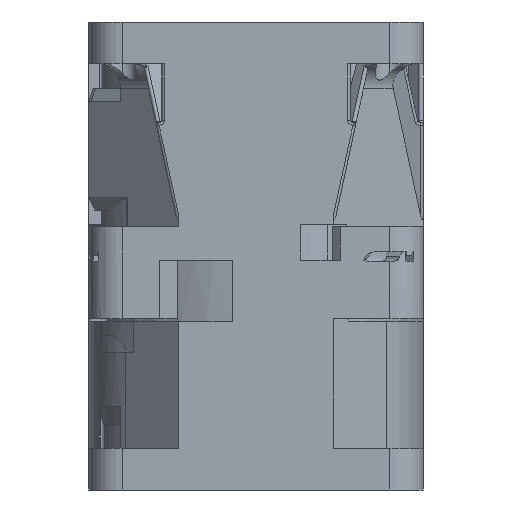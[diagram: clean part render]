
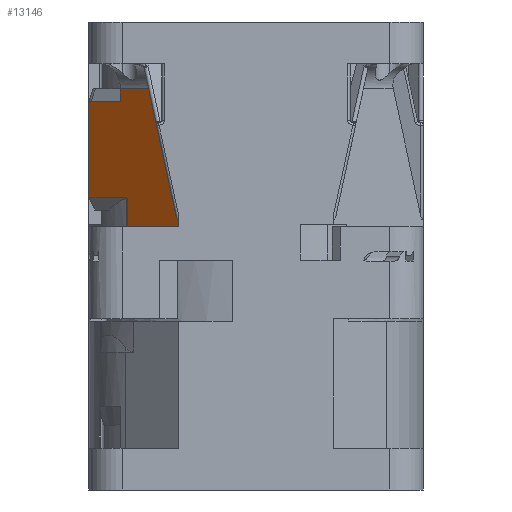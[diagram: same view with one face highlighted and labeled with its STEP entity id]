
A CAD part, front view. The second image highlights one B-rep face of the part: STEP entity #13146.
In plain terms, the highlighted planar face has unit normal (-0.707, -0.707, 0).
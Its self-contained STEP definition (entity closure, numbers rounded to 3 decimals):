
#103=DIRECTION('',(0.,0.,-1.));
#104=VECTOR('',#103,3.5);
#105=CARTESIAN_POINT('',(-15.474,-13.8,7.));
#106=LINE('',#105,#104);
#150=DIRECTION('',(0.707,-0.707,0.));
#151=VECTOR('',#150,6.4);
#152=CARTESIAN_POINT('',(-20.,-9.274,7.));
#153=LINE('',#152,#151);
#241=DIRECTION('',(0.,0.,-1.));
#242=VECTOR('',#241,11.284);
#243=CARTESIAN_POINT('',(-20.,-9.274,18.284));
#244=LINE('',#243,#242);
#285=DIRECTION('',(0.707,-0.707,0.));
#286=VECTOR('',#285,8.768);
#287=CARTESIAN_POINT('',(-15.474,-13.8,3.5));
#288=LINE('',#287,#286);
#1365=DIRECTION('',(0.,0.,-1.));
#1366=VECTOR('',#1365,1.5);
#1367=CARTESIAN_POINT('',(-16.225,-13.049,
20.));
#1368=LINE('',#1367,#1366);
#1383=CARTESIAN_POINT('',(-12.85,-16.424,
20.));
#1385=DIRECTION('',(-0.707,0.707,0.));
#1386=VECTOR('',#1385,4.774);
#1387=CARTESIAN_POINT('',(-12.85,-16.424,
20.));
#1388=LINE('',#1387,#1386);
#1389=CARTESIAN_POINT('',(-16.225,-13.049,
20.));
#1575=CARTESIAN_POINT('',(-9.274,-20.,
4.916));
#1576=CARTESIAN_POINT('',(-9.274,-20.,
4.893));
#1577=CARTESIAN_POINT('',(-9.274,-20.,
4.848));
#1578=CARTESIAN_POINT('',(-9.275,-19.999,
4.787));
#1579=CARTESIAN_POINT('',(-9.277,-19.997,
4.73));
#1580=CARTESIAN_POINT('',(-9.279,-19.995,
4.677));
#1581=CARTESIAN_POINT('',(-9.282,-19.992,
4.629));
#1582=CARTESIAN_POINT('',(-9.285,-19.989,
4.585));
#1583=CARTESIAN_POINT('',(-9.289,-19.985,
4.545));
#1584=CARTESIAN_POINT('',(-9.293,-19.981,
4.508));
#1585=CARTESIAN_POINT('',(-9.298,-19.977,
4.475));
#1586=CARTESIAN_POINT('',(-9.303,-19.971,
4.444));
#1587=CARTESIAN_POINT('',(-9.308,-19.966,
4.417));
#1588=CARTESIAN_POINT('',(-9.315,-19.96,
4.392));
#1589=CARTESIAN_POINT('',(-9.321,-19.953,
4.371));
#1590=CARTESIAN_POINT('',(-9.329,-19.945,
4.352));
#1591=CARTESIAN_POINT('',(-9.338,-19.937,
4.337));
#1592=CARTESIAN_POINT('',(-9.347,-19.927,
4.326));
#1593=CARTESIAN_POINT('',(-9.357,-19.917,
4.32));
#1594=CARTESIAN_POINT('',(-9.369,-19.905,
4.32));
#1595=CARTESIAN_POINT('',(-9.381,-19.893,
4.325));
#1596=CARTESIAN_POINT('',(-9.393,-19.881,
4.335));
#1597=CARTESIAN_POINT('',(-9.406,-19.869,
4.35));
#1598=CARTESIAN_POINT('',(-9.417,-19.857,
4.369));
#1599=CARTESIAN_POINT('',(-9.429,-19.845,
4.391));
#1600=CARTESIAN_POINT('',(-9.441,-19.833,
4.416));
#1601=CARTESIAN_POINT('',(-9.453,-19.821,
4.445));
#1602=CARTESIAN_POINT('',(-9.465,-19.809,
4.477));
#1603=CARTESIAN_POINT('',(-9.477,-19.797,
4.512));
#1604=CARTESIAN_POINT('',(-9.49,-19.784,
4.552));
#1605=CARTESIAN_POINT('',(-9.503,-19.771,
4.595));
#1606=CARTESIAN_POINT('',(-9.516,-19.758,
4.643));
#1607=CARTESIAN_POINT('',(-9.53,-19.744,
4.695));
#1608=CARTESIAN_POINT('',(-9.544,-19.73,
4.752));
#1609=CARTESIAN_POINT('',(-9.559,-19.715,
4.815));
#1610=CARTESIAN_POINT('',(-9.569,-19.705,
4.861));
#1611=CARTESIAN_POINT('',(-9.574,-19.7,
4.884));
#1695=DIRECTION('',(0.207,-0.207,-0.956));
#1696=VECTOR('',#1695,15.81);
#1697=CARTESIAN_POINT('',(-12.85,-16.424,
20.));
#1698=LINE('',#1697,#1696);
#1699=DIRECTION('',(0.,0.,-1.));
#1700=VECTOR('',#1699,1.416);
#1701=CARTESIAN_POINT('',(-9.274,-20.,
4.916));
#1702=LINE('',#1701,#1700);
#1703=DIRECTION('',(0.707,-0.707,0.));
#1704=VECTOR('',#1703,4.945);
#1705=CARTESIAN_POINT('',(-19.722,-9.552,18.5));
#1706=LINE('',#1705,#1704);
#1707=CARTESIAN_POINT('',(-19.722,-9.552,18.5));
#1708=CARTESIAN_POINT('',(-19.837,-9.438,18.5));
#1709=CARTESIAN_POINT('',(-19.921,-9.353,
18.402));
#1710=CARTESIAN_POINT('',(-20.,-9.274,18.284));
#1712=CARTESIAN_POINT('',(-20.,-9.274,18.284));
#9077=CARTESIAN_POINT('',(-15.474,-13.8,7.));
#9078=VERTEX_POINT('',#9077);
#9079=CARTESIAN_POINT('',(-15.474,-13.8,3.5));
#9080=VERTEX_POINT('',#9079);
#9209=VERTEX_POINT('',#1389);
#9210=CARTESIAN_POINT('',(-16.225,-13.049,
18.5));
#9211=VERTEX_POINT('',#9210);
#9219=VERTEX_POINT('',#1383);
#9265=CARTESIAN_POINT('',(-9.574,-19.7,
4.884));
#9266=VERTEX_POINT('',#9265);
#9269=CARTESIAN_POINT('',(-9.274,-20.,
4.916));
#9270=VERTEX_POINT('',#9269);
#9294=CARTESIAN_POINT('',(-9.274,-20.,3.5));
#9295=VERTEX_POINT('',#9294);
#9560=VERTEX_POINT('',#1712);
#9561=CARTESIAN_POINT('',(-20.,-9.274,7.));
#9562=VERTEX_POINT('',#9561);
#9590=CARTESIAN_POINT('',(-19.722,-9.552,18.5));
#9591=VERTEX_POINT('',#9590);
#13126=CARTESIAN_POINT('',(-9.274,-20.,3.5));
#13127=DIRECTION('',(-0.707,-0.707,0.));
#13128=DIRECTION('',(-0.707,0.707,0.));
#13129=AXIS2_PLACEMENT_3D('',#13126,#13127,#13128);
#13130=PLANE('',#13129);
#13131=ORIENTED_EDGE('',*,*,#12958,.T.);
#13132=ORIENTED_EDGE('',*,*,#12973,.F.);
#13133=ORIENTED_EDGE('',*,*,#12129,.T.);
#13134=ORIENTED_EDGE('',*,*,#11533,.F.);
#13135=ORIENTED_EDGE('',*,*,#11336,.F.);
#13136=ORIENTED_EDGE('',*,*,#11372,.F.);
#13137=ORIENTED_EDGE('',*,*,#11493,.F.);
#13139=ORIENTED_EDGE('',*,*,#13138,.F.);
#13141=ORIENTED_EDGE('',*,*,#13140,.T.);
#13142=ORIENTED_EDGE('',*,*,#12714,.F.);
#13143=ORIENTED_EDGE('',*,*,#12738,.F.);
#13144=EDGE_LOOP('',(#13131,#13132,#13133,#13134,#13135,#13136,#13137,#13139,
#13141,#13142,#13143));
#13145=FACE_OUTER_BOUND('',#13144,.F.);
#13146=ADVANCED_FACE('',(#13145),#13130,.T.);
#1612=B_SPLINE_CURVE_WITH_KNOTS('',3,(#1575,#1576,#1577,#1578,#1579,#1580,#1581,
#1582,#1583,#1584,#1585,#1586,#1587,#1588,#1589,#1590,#1591,#1592,#1593,#1594,
#1595,#1596,#1597,#1598,#1599,#1600,#1601,#1602,#1603,#1604,#1605,#1606,#1607,
#1608,#1609,#1610,#1611),.UNSPECIFIED.,.F.,.F.,(4,1,1,1,1,1,1,1,1,1,1,1,1,1,1,1,
1,1,1,1,1,1,1,1,1,1,1,1,1,1,1,1,1,1,4),(0.,0.029,
0.059,0.088,0.118,0.147,
0.176,0.206,0.235,0.265,
0.294,0.324,0.353,0.382,
0.412,0.441,0.471,0.5,0.529,
0.559,0.588,0.618,0.647,
0.676,0.706,0.735,0.765,
0.794,0.824,0.853,0.882,
0.912,0.941,0.971,1.),.UNSPECIFIED.);
#1711=B_SPLINE_CURVE_WITH_KNOTS('',3,(#1707,#1708,#1709,#1710),.UNSPECIFIED.,
.F.,.F.,(4,4),(0.,1.),.UNSPECIFIED.);
#11336=EDGE_CURVE('',#9078,#9080,#106,.T.);
#11372=EDGE_CURVE('',#9562,#9078,#153,.T.);
#11493=EDGE_CURVE('',#9560,#9562,#244,.T.);
#11533=EDGE_CURVE('',#9080,#9295,#288,.T.);
#12129=EDGE_CURVE('',#9270,#9295,#1702,.T.);
#12714=EDGE_CURVE('',#9209,#9211,#1368,.T.);
#12738=EDGE_CURVE('',#9219,#9209,#1388,.T.);
#12958=EDGE_CURVE('',#9219,#9266,#1698,.T.);
#12973=EDGE_CURVE('',#9270,#9266,#1612,.T.);
#13138=EDGE_CURVE('',#9591,#9560,#1711,.T.);
#13140=EDGE_CURVE('',#9591,#9211,#1706,.T.);
